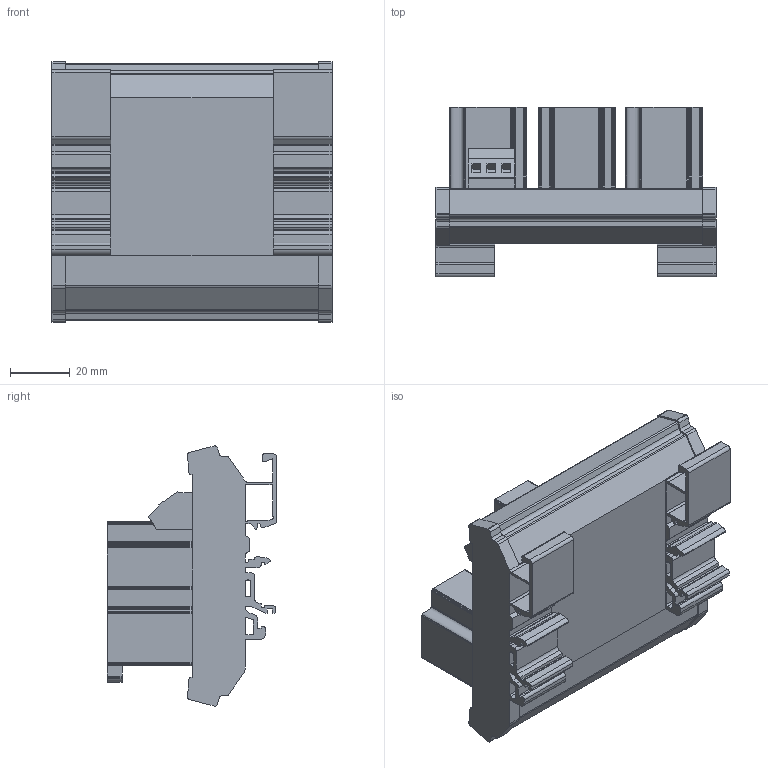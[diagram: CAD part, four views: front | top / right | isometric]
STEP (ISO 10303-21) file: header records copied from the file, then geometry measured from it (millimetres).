
FILE_DESCRIPTION (( 'STEP AP214' ), '1' );
FILE_NAME ('FA-REC3.STEP', '2018-02-21T14:52:59', ( '' ), ( '' ), 'SwSTEP 2.0', 'SolidWorks 2017', '' );
FILE_SCHEMA (( 'AUTOMOTIVE_DESIGN' ));
Length unit declared in the file: millimetre
Products named in the file (1): FA-REC3
Bounding box: 93.4 x 56.62 x 86.79 mm (x, y, z)
Volume: 184789.2 mm3; surface area: 41168.7 mm2
Topology: 2 solids, 2 shells, 561 faces, 1611 edges, 1072 vertices
Faces by surface type: plane 427, cylinder 126, bspline 8
Entity records: 18324 total; most frequent: CARTESIAN_POINT 3349, ORIENTED_EDGE 3222, DIRECTION 2955, EDGE_CURVE 1611, LINE 1343, VECTOR 1343, VERTEX_POINT 1072, AXIS2_PLACEMENT_3D 806
